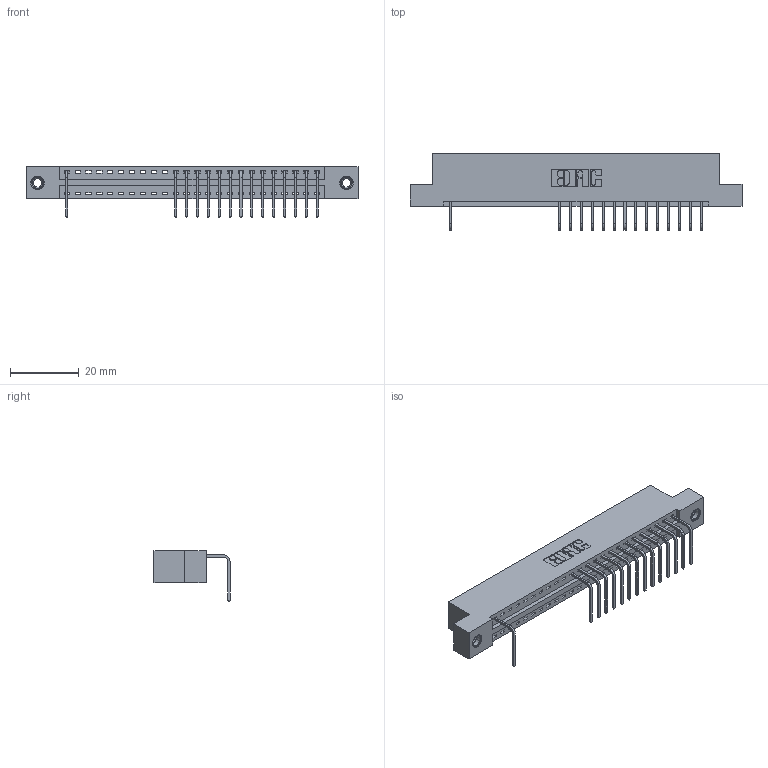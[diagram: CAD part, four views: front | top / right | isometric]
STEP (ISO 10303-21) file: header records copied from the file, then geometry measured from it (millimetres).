
FILE_DESCRIPTION (( 'STEP AP203' ), '1' );
FILE_NAME ('346-024-558-107.STEP', '2018-08-21T04:20:39', ( '' ), ( '' ), 'SwSTEP 2.0', 'SolidWorks 2016', '' );
FILE_SCHEMA (( 'CONFIG_CONTROL_DESIGN' ));
Length unit declared in the file: inch
Products named in the file (4): 345-250-001_345-250-005-103; 346-024-558-107; 346 Part_Flush Mounting Lugs - 0.156 Dia-TI; 345-292-001_558 Tail - 2
Assembly tree (18 placements, depth 2):
  346-024-558-107
    346 Part_Flush Mounting Lugs - 0.156 Dia-TI
    345-292-001_558 Tail - 2  x15
    345-250-001_345-250-005-103  x2
Bounding box: 96.77 x 22.16 x 14.73 mm (x, y, z)
Volume: 9072.9 mm3; surface area: 10924.7 mm2
Topology: 18 solids, 18 shells, 1190 faces, 3573 edges, 2354 vertices
Faces by surface type: plane 828, cylinder 346, cone 12, torus 4
Entity records: 18300 total; most frequent: CARTESIAN_POINT 3166, ORIENTED_EDGE 3126, DIRECTION 2831, EDGE_CURVE 1563, LINE 1315, VECTOR 1315, VERTEX_POINT 1036, AXIS2_PLACEMENT_3D 758
